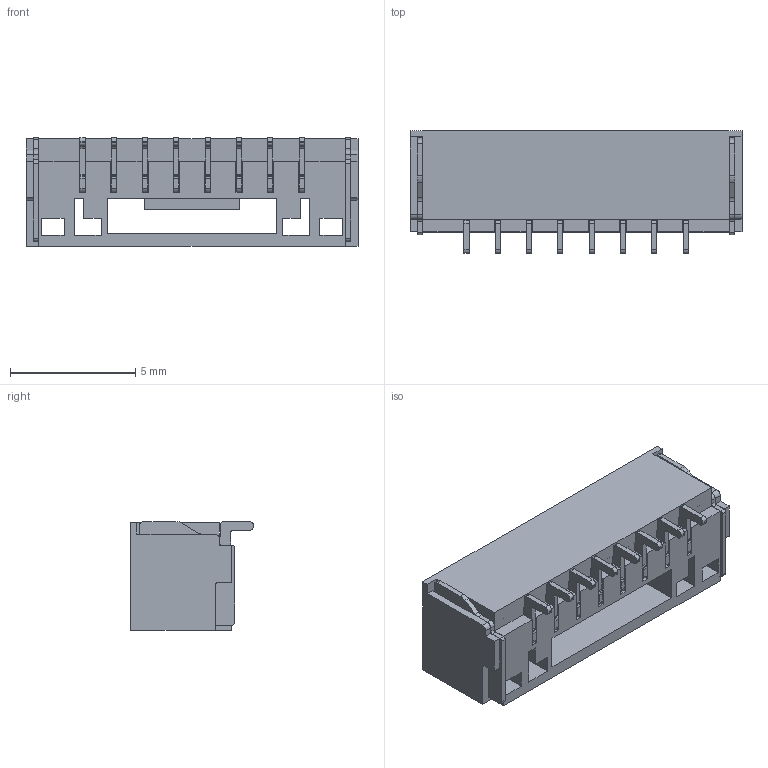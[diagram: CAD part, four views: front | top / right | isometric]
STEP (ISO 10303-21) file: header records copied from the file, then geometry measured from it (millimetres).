
FILE_DESCRIPTION (( 'STEP AP214' ), '1' );
FILE_NAME ('FWF12514-S08B24W5M-REF.STEP', '2025-08-04T02:34:30', ( '' ), ( '' ), 'SwSTEP 2.0', 'SolidWorks 2021', '' );
FILE_SCHEMA (( 'AUTOMOTIVE_DESIGN' ));
Length unit declared in the file: millimetre
Products named in the file (1): FWF12514-S08B24W5M-REF
Bounding box: 13.25 x 4.9 x 4.35 mm (x, y, z)
Volume: 112.8 mm3; surface area: 731.3 mm2
Topology: 1 solids, 1 shells, 533 faces, 1507 edges, 994 vertices
Faces by surface type: plane 439, cylinder 94
Entity records: 17124 total; most frequent: CARTESIAN_POINT 3050, ORIENTED_EDGE 3014, DIRECTION 2758, EDGE_CURVE 1507, LINE 1314, VECTOR 1314, VERTEX_POINT 994, AXIS2_PLACEMENT_3D 722
